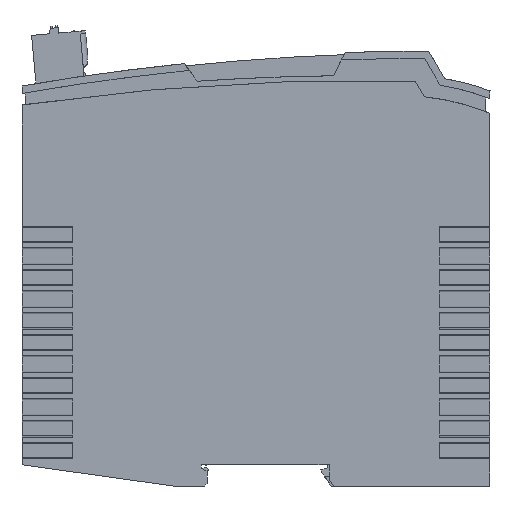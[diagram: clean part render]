
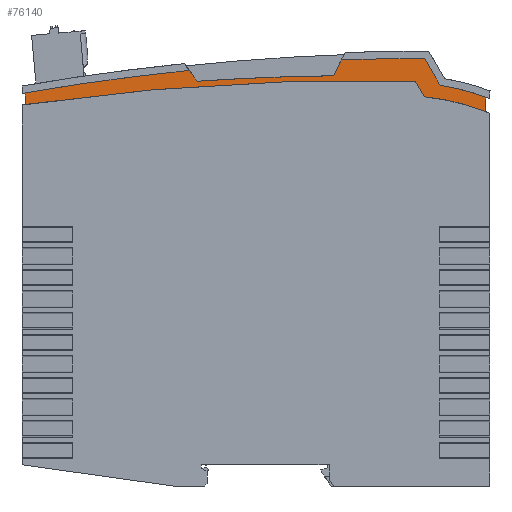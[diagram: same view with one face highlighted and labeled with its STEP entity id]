
A CAD part, left-side view. The second image highlights one B-rep face of the part: STEP entity #76140.
In plain terms, the highlighted planar face has unit normal (-1, 0, 0).
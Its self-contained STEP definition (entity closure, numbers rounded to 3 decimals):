
#54060=CARTESIAN_POINT('',(1.1,48.91,
99.652));
#54070=VERTEX_POINT('',#54060);
#54100=CARTESIAN_POINT('',(1.107,-43.785,
-548.756));
#54110=DIRECTION('',(-1.,0.,
0.));
#54120=DIRECTION('',(0.,-0.087,
-0.996));
#54130=AXIS2_PLACEMENT_3D('',#54100,#54110,#54120);
#54140=ELLIPSE('',#54130,655.,655.);
#54150=CARTESIAN_POINT('',(1.101,-59.275,
106.061));
#54160=VERTEX_POINT('',#54150);
#54170=EDGE_CURVE('',#54160,#54070,#54140,.T.);
#74270=CARTESIAN_POINT('',(1.101,-61.748,
101.778));
#74280=VERTEX_POINT('',#74270);
#74310=CARTESIAN_POINT('',(1.101,-54.345,
33.076));
#74320=DIRECTION('',(-1.,0.,
0.));
#74330=DIRECTION('',(0.,-0.087,
-0.996));
#74340=AXIS2_PLACEMENT_3D('',#74310,#74320,#74330);
#74350=ELLIPSE('',#74340,69.1,69.1);
#74360=CARTESIAN_POINT('',(1.101,-78.811,
97.7));
#74370=VERTEX_POINT('',#74360);
#74380=EDGE_CURVE('',#74370,#74280,#74350,.T.);
#75140=CARTESIAN_POINT('',(1.101,-64.459,
97.083));
#75150=DIRECTION('',(0.,0.5,
0.866));
#75160=VECTOR('',#75150,1.);
#75170=LINE('',#75140,#75160);
#75180=EDGE_CURVE('',#74280,#54160,#75170,.T.);
#75300=CARTESIAN_POINT('',(1.1,25.799,
101.922));
#75310=DIRECTION('',(-1.,0.,
0.));
#75320=DIRECTION('',(0.,-0.087,
-0.996));
#75330=AXIS2_PLACEMENT_3D('',#75300,#75310,#75320);
#75340=PLANE('',#75330);
#75350=CARTESIAN_POINT('',(1.1,3.547,
109.098));
#75360=DIRECTION('',(0.,-0.588,
-0.809));
#75370=VECTOR('',#75360,1.);
#75380=LINE('',#75350,#75370);
#75390=CARTESIAN_POINT('',(1.1,3.547,
109.098));
#75400=VERTEX_POINT('',#75390);
#75410=CARTESIAN_POINT('',(1.1,1.362,
106.093));
#75420=VERTEX_POINT('',#75410);
#75430=EDGE_CURVE('',#75400,#75420,#75380,.T.);
#75440=ORIENTED_EDGE('',*,*,#75430,.F.);
#75450=CARTESIAN_POINT('',(1.107,-43.764,
-548.854));
#75460=DIRECTION('',(1.,0.,
0.));
#75470=DIRECTION('',(0.,0.,
-1.));
#75480=AXIS2_PLACEMENT_3D('',#75450,#75460,#75470);
#75490=CIRCLE('',#75480,656.5);
#75500=CARTESIAN_POINT('',(1.1,-36.606,
107.607));
#75510=VERTEX_POINT('',#75500);
#75520=EDGE_CURVE('',#75420,#75510,#75490,.T.);
#75530=ORIENTED_EDGE('',*,*,#75520,.F.);
#75540=CARTESIAN_POINT('',(1.1,-36.606,
107.607));
#75550=DIRECTION('',(0.,-0.438,
0.899));
#75560=VECTOR('',#75550,1.);
#75570=LINE('',#75540,#75560);
#75580=CARTESIAN_POINT('',(1.1,-38.745,
111.999));
#75590=VERTEX_POINT('',#75580);
#75600=EDGE_CURVE('',#75510,#75590,#75570,.T.);
#75610=ORIENTED_EDGE('',*,*,#75600,.F.);
#75620=CARTESIAN_POINT('',(1.107,-62.609,
-545.568));
#75630=DIRECTION('',(1.,0.,
0.));
#75640=DIRECTION('',(0.,0.,
-1.));
#75650=AXIS2_PLACEMENT_3D('',#75620,#75630,#75640);
#75660=CIRCLE('',#75650,658.);
#75670=CARTESIAN_POINT('',(1.1,-61.856,
112.432));
#75680=VERTEX_POINT('',#75670);
#75690=EDGE_CURVE('',#75590,#75680,#75660,.T.);
#75700=ORIENTED_EDGE('',*,*,#75690,.F.);
#75710=CARTESIAN_POINT('',(1.101,-70.705,
97.083));
#75720=DIRECTION('',(0.,0.499,
0.866));
#75730=VECTOR('',#75720,1.);
#75740=LINE('',#75710,#75730);
#75750=CARTESIAN_POINT('',(1.101,-66.143,
104.996));
#75760=VERTEX_POINT('',#75750);
#75770=EDGE_CURVE('',#75760,#75680,#75740,.T.);
#75780=ORIENTED_EDGE('',*,*,#75770,.T.);
#75790=CARTESIAN_POINT('',(1.101,-54.304,
32.963));
#75800=DIRECTION('',(1.,0.,
0.));
#75810=DIRECTION('',(0.,0.,
-1.));
#75820=AXIS2_PLACEMENT_3D('',#75790,#75800,#75810);
#75830=CIRCLE('',#75820,73.);
#75840=CARTESIAN_POINT('',(1.101,-78.811,
101.726));
#75850=VERTEX_POINT('',#75840);
#75860=EDGE_CURVE('',#75760,#75850,#75830,.T.);
#75870=ORIENTED_EDGE('',*,*,#75860,.F.);
#75880=CARTESIAN_POINT('',(1.101,-78.811,
97.083));
#75890=DIRECTION('',(0.,0.,
-1.));
#75900=VECTOR('',#75890,1.);
#75910=LINE('',#75880,#75900);
#75920=EDGE_CURVE('',#75850,#74370,#75910,.T.);
#75930=ORIENTED_EDGE('',*,*,#75920,.F.);
#75940=ORIENTED_EDGE('',*,*,#74380,.F.);
#75950=ORIENTED_EDGE('',*,*,#75180,.F.);
#75960=ORIENTED_EDGE('',*,*,#54170,.F.);
#75970=CARTESIAN_POINT('',(1.1,48.662,
97.083));
#75980=DIRECTION('',(0.,0.096,
0.995));
#75990=VECTOR('',#75980,1.);
#76000=LINE('',#75970,#75990);
#76010=CARTESIAN_POINT('',(1.1,49.219,
102.86));
#76020=VERTEX_POINT('',#76010);
#76030=EDGE_CURVE('',#54070,#76020,#76000,.T.);
#76040=ORIENTED_EDGE('',*,*,#76030,.F.);
#76050=CARTESIAN_POINT('',(1.107,-62.609,
-545.568));
#76060=DIRECTION('',(1.,0.,
0.));
#76070=DIRECTION('',(0.,0.,
-1.));
#76080=AXIS2_PLACEMENT_3D('',#76050,#76060,#76070);
#76090=CIRCLE('',#76080,658.);
#76100=EDGE_CURVE('',#76020,#75400,#76090,.T.);
#76110=ORIENTED_EDGE('',*,*,#76100,.F.);
#76120=EDGE_LOOP('',(#76110,#76040,#75960,#75950,#75940,#75930,#75870,
#75780,#75700,#75610,#75530,#75440));
#76130=FACE_OUTER_BOUND('',#76120,.T.);
#76140=ADVANCED_FACE('',(#76130),#75340,.T.);
